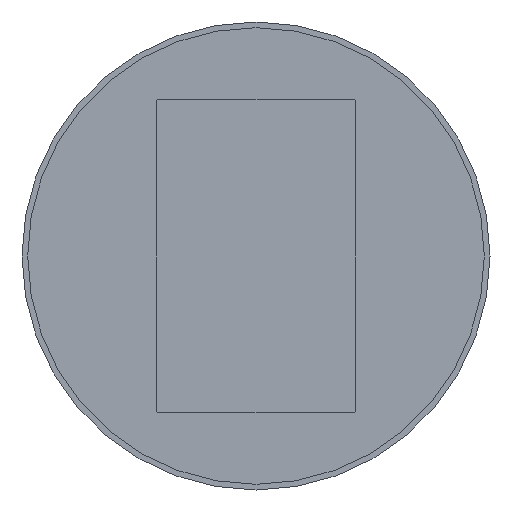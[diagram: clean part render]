
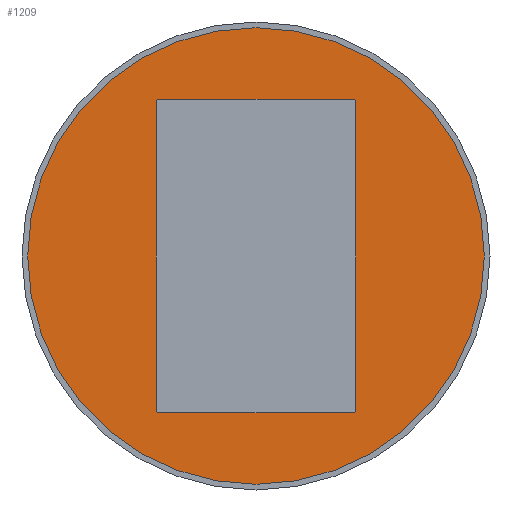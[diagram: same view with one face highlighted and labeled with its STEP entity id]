
A CAD part, left-side view. The second image highlights one B-rep face of the part: STEP entity #1209.
In plain terms, the highlighted face is planar.
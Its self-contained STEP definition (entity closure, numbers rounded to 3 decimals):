
#15 = FACE_OUTER_BOUND ( 'NONE', #48, .T. ) ;
#48 = EDGE_LOOP ( 'NONE', ( #291, #1514 ) ) ;
#291 = ORIENTED_EDGE ( 'NONE', *, *, #3526, .F. ) ;
#412 = DIRECTION ( 'NONE',  ( 1., 0., 0. ) ) ;
#582 = VERTEX_POINT ( 'NONE', #912 ) ;
#912 = CARTESIAN_POINT ( 'NONE',  ( -40., 0., 0. ) ) ;
#1081 = CARTESIAN_POINT ( 'NONE',  ( 0., 0., 0. ) ) ;
#1209 = ADVANCED_FACE ( 'NONE', ( #15 ), #6612, .F. ) ;
#1323 = AXIS2_PLACEMENT_3D ( 'NONE', #1081, #2226, #3659 ) ;
#1514 = ORIENTED_EDGE ( 'NONE', *, *, #3279, .F. ) ;
#1529 = AXIS2_PLACEMENT_3D ( 'NONE', #4494, #1922, #412 ) ;
#1922 = DIRECTION ( 'NONE',  ( 0., 0., 1. ) ) ;
#1932 = CARTESIAN_POINT ( 'NONE',  ( 0., 0., 0. ) ) ;
#2226 = DIRECTION ( 'NONE',  ( 0., 0., 1. ) ) ;
#2242 = VERTEX_POINT ( 'NONE', #3847 ) ;
#2705 = AXIS2_PLACEMENT_3D ( 'NONE', #1932, #3540, #3573 ) ;
#3279 = EDGE_CURVE ( 'NONE', #2242, #582, #4347, .T. ) ;
#3526 = EDGE_CURVE ( 'NONE', #582, #2242, #5096, .T. ) ;
#3540 = DIRECTION ( 'NONE',  ( 0., 0., 1. ) ) ;
#3573 = DIRECTION ( 'NONE',  ( 1., 0., 0. ) ) ;
#3659 = DIRECTION ( 'NONE',  ( 1., 0., 0. ) ) ;
#3847 = CARTESIAN_POINT ( 'NONE',  ( 40., 0., 0. ) ) ;
#4347 = CIRCLE ( 'NONE', #1529, 40. ) ;
#4494 = CARTESIAN_POINT ( 'NONE',  ( 0., 0., 0. ) ) ;
#5096 = CIRCLE ( 'NONE', #1323, 40. ) ;
#6612 = PLANE ( 'NONE',  #2705 ) ;
